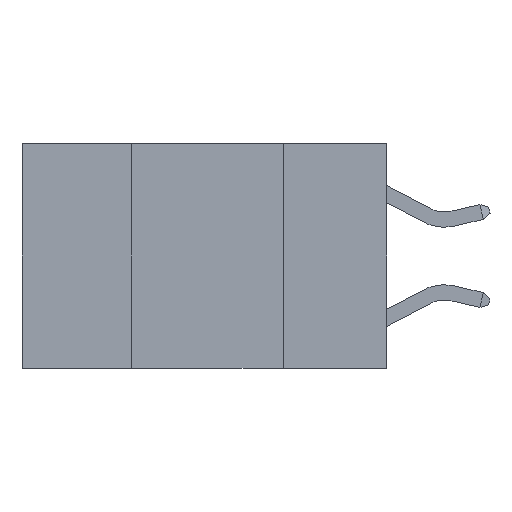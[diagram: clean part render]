
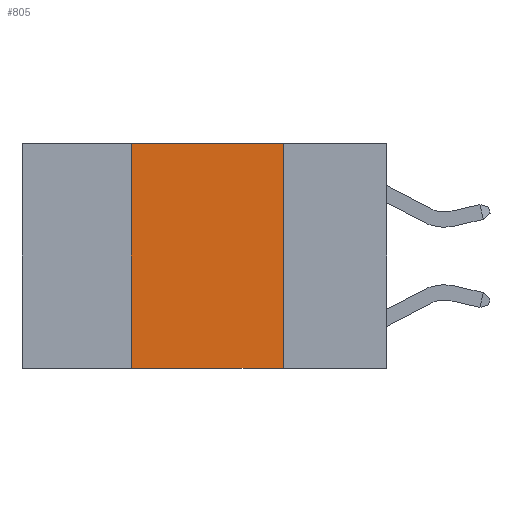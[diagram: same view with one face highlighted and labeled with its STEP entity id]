
A CAD part, left-side view. The second image highlights one B-rep face of the part: STEP entity #805.
In plain terms, the highlighted planar face has unit normal (-1, 0, 0).
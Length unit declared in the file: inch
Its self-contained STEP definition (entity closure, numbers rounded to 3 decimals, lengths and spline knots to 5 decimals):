
#330 = VECTOR ( 'NONE', #6805, 39.37008 ) ;
#458 = LINE ( 'NONE', #5714, #7449 ) ;
#649 = CARTESIAN_POINT ( 'NONE',  ( 0., 0.42, 0. ) ) ;
#670 = CARTESIAN_POINT ( 'NONE',  ( 0., 0.6, -0.37 ) ) ;
#805 = ADVANCED_FACE ( 'NONE', ( #7761 ), #2688, .F. ) ;
#1271 = EDGE_LOOP ( 'NONE', ( #1663, #6460, #2529, #6551 ) ) ;
#1663 = ORIENTED_EDGE ( 'NONE', *, *, #3386, .F. ) ;
#2401 = DIRECTION ( 'NONE',  ( 0., 0., 1. ) ) ;
#2529 = ORIENTED_EDGE ( 'NONE', *, *, #4594, .F. ) ;
#2688 = PLANE ( 'NONE',  #8212 ) ;
#3025 = VERTEX_POINT ( 'NONE', #7686 ) ;
#3386 = EDGE_CURVE ( 'NONE', #3025, #5974, #8621, .T. ) ;
#3684 = VECTOR ( 'NONE', #4967, 39.37008 ) ;
#3701 = CARTESIAN_POINT ( 'NONE',  ( 0., 0.6, 0. ) ) ;
#3931 = CARTESIAN_POINT ( 'NONE',  ( 0., 0.17, -0.37 ) ) ;
#4053 = EDGE_CURVE ( 'NONE', #8354, #5974, #4397, .T. ) ;
#4365 = DIRECTION ( 'NONE',  ( 0., -1., 0. ) ) ;
#4397 = LINE ( 'NONE', #670, #330 ) ;
#4594 = EDGE_CURVE ( 'NONE', #8354, #7012, #458, .T. ) ;
#4967 = DIRECTION ( 'NONE',  ( 0., 0., -1. ) ) ;
#4982 = CARTESIAN_POINT ( 'NONE',  ( 0., 0.42, -0.37 ) ) ;
#5492 = DIRECTION ( 'NONE',  ( 1., 0., 0. ) ) ;
#5714 = CARTESIAN_POINT ( 'NONE',  ( 0., 0.42, 0. ) ) ;
#5902 = CARTESIAN_POINT ( 'NONE',  ( 0., 0.6, 0. ) ) ;
#5968 = DIRECTION ( 'NONE',  ( 0., 0., -1. ) ) ;
#5974 = VERTEX_POINT ( 'NONE', #3931 ) ;
#6460 = ORIENTED_EDGE ( 'NONE', *, *, #7801, .F. ) ;
#6551 = ORIENTED_EDGE ( 'NONE', *, *, #4053, .T. ) ;
#6805 = DIRECTION ( 'NONE',  ( 0., -1., 0. ) ) ;
#7012 = VERTEX_POINT ( 'NONE', #649 ) ;
#7449 = VECTOR ( 'NONE', #2401, 39.37008 ) ;
#7493 = VECTOR ( 'NONE', #4365, 39.37008 ) ;
#7669 = LINE ( 'NONE', #3701, #7493 ) ;
#7686 = CARTESIAN_POINT ( 'NONE',  ( 0., 0.17, 0. ) ) ;
#7761 = FACE_OUTER_BOUND ( 'NONE', #1271, .T. ) ;
#7801 = EDGE_CURVE ( 'NONE', #7012, #3025, #7669, .T. ) ;
#8027 = CARTESIAN_POINT ( 'NONE',  ( 0., 0.17, 0. ) ) ;
#8212 = AXIS2_PLACEMENT_3D ( 'NONE', #5902, #5492, #5968 ) ;
#8354 = VERTEX_POINT ( 'NONE', #4982 ) ;
#8621 = LINE ( 'NONE', #8027, #3684 ) ;
